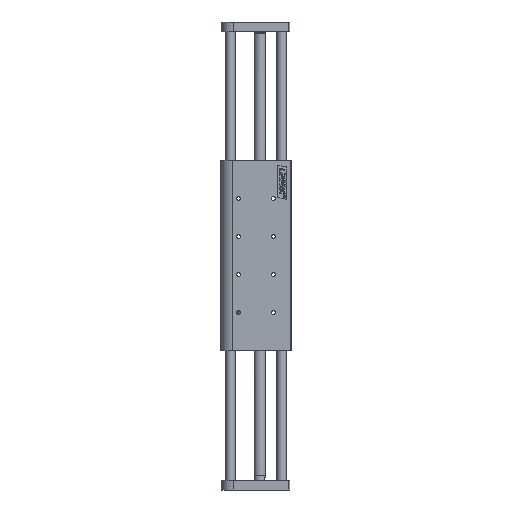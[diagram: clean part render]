
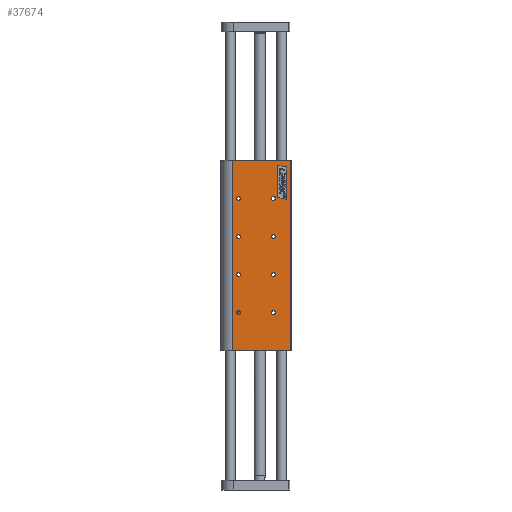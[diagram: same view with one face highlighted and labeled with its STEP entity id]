
A CAD part, left-side view. The second image highlights one B-rep face of the part: STEP entity #37674.
In plain terms, the highlighted planar face has unit normal (-1, 0, 0).
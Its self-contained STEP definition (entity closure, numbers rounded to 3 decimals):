
#193 = ORIENTED_EDGE ( 'NONE', *, *, #5622, .T. ) ;
#587 = VECTOR ( 'NONE', #67415, 1000. ) ;
#1053 = VERTEX_POINT ( 'NONE', #43701 ) ;
#2336 = AXIS2_PLACEMENT_3D ( 'NONE', #54875, #11185, #83601 ) ;
#2672 = EDGE_CURVE ( 'NONE', #89048, #85666, #22191, .T. ) ;
#3917 = CARTESIAN_POINT ( 'NONE',  ( -12.5, 28.5, 0. ) ) ;
#4386 = VERTEX_POINT ( 'NONE', #32950 ) ;
#5033 = DIRECTION ( 'NONE',  ( 1., 0., 0. ) ) ;
#5622 = EDGE_CURVE ( 'NONE', #57936, #62700, #45747, .T. ) ;
#6095 = DIRECTION ( 'NONE',  ( -1., 0., 0. ) ) ;
#8265 = AXIS2_PLACEMENT_3D ( 'NONE', #30317, #43462, #36857 ) ;
#8507 = CARTESIAN_POINT ( 'NONE',  ( -12.5, 22.25, 78. ) ) ;
#9655 = CARTESIAN_POINT ( 'NONE',  ( -12.5, -32.5, 200. ) ) ;
#9728 = CIRCLE ( 'NONE', #8265, 2. ) ;
#10459 = DIRECTION ( 'NONE',  ( 1., 0., 0. ) ) ;
#10490 = EDGE_LOOP ( 'NONE', ( #64029 ) ) ;
#10737 = AXIS2_PLACEMENT_3D ( 'NONE', #27219, #6095, #33319 ) ;
#11021 = CARTESIAN_POINT ( 'NONE',  ( -12.5, 28.5, 0. ) ) ;
#11158 = VERTEX_POINT ( 'NONE', #18199 ) ;
#11185 = DIRECTION ( 'NONE',  ( 1., 0., 0. ) ) ;
#12124 = CIRCLE ( 'NONE', #49699, 2.1 ) ;
#12653 = AXIS2_PLACEMENT_3D ( 'NONE', #70668, #83424, #63105 ) ;
#14113 = CARTESIAN_POINT ( 'NONE',  ( -12.5, 22.25, 120. ) ) ;
#14167 = EDGE_LOOP ( 'NONE', ( #86762 ) ) ;
#15673 = EDGE_CURVE ( 'NONE', #37118, #55122, #59094, .T. ) ;
#17441 = EDGE_CURVE ( 'NONE', #89048, #22332, #21688, .T. ) ;
#17507 = FACE_OUTER_BOUND ( 'NONE', #84812, .T. ) ;
#17652 = CARTESIAN_POINT ( 'NONE',  ( -12.5, 28.5, 200. ) ) ;
#18199 = CARTESIAN_POINT ( 'NONE',  ( -12.5, -14.25, 162.1 ) ) ;
#18920 = LINE ( 'NONE', #27328, #69337 ) ;
#19225 = LINE ( 'NONE', #48811, #73389 ) ;
#19995 = CIRCLE ( 'NONE', #32001, 2. ) ;
#20227 = CARTESIAN_POINT ( 'NONE',  ( -12.5, -18.931, 195.041 ) ) ;
#20751 = EDGE_CURVE ( 'NONE', #68929, #22332, #54480, .T. ) ;
#21161 = DIRECTION ( 'NONE',  ( -1., 0., 0. ) ) ;
#21254 = DIRECTION ( 'NONE',  ( 0., 0., 1. ) ) ;
#21688 = LINE ( 'NONE', #79072, #46259 ) ;
#22070 = CARTESIAN_POINT ( 'NONE',  ( -12.5, 22.25, 80. ) ) ;
#22191 = LINE ( 'NONE', #49012, #61894 ) ;
#22228 = LINE ( 'NONE', #79610, #78490 ) ;
#22238 = EDGE_LOOP ( 'NONE', ( #69001 ) ) ;
#22332 = VERTEX_POINT ( 'NONE', #11021 ) ;
#22633 = AXIS2_PLACEMENT_3D ( 'NONE', #3917, #10459, #75354 ) ;
#23970 = DIRECTION ( 'NONE',  ( 0., 0., -1. ) ) ;
#24550 = FACE_BOUND ( 'NONE', #41932, .T. ) ;
#24755 = EDGE_CURVE ( 'NONE', #62700, #37118, #22228, .T. ) ;
#25935 = FACE_BOUND ( 'NONE', #69062, .T. ) ;
#26795 = CIRCLE ( 'NONE', #85357, 2. ) ;
#27219 = CARTESIAN_POINT ( 'NONE',  ( -12.5, -14.25, 80. ) ) ;
#27328 = CARTESIAN_POINT ( 'NONE',  ( -12.5, 28.5, 200. ) ) ;
#29114 = DIRECTION ( 'NONE',  ( 0., 0., -1. ) ) ;
#29460 = EDGE_LOOP ( 'NONE', ( #63204 ) ) ;
#30317 = CARTESIAN_POINT ( 'NONE',  ( -12.5, -14.25, 120. ) ) ;
#30448 = VERTEX_POINT ( 'NONE', #31362 ) ;
#31362 = CARTESIAN_POINT ( 'NONE',  ( -12.5, 22.25, 42.1 ) ) ;
#31832 = VERTEX_POINT ( 'NONE', #60499 ) ;
#32001 = AXIS2_PLACEMENT_3D ( 'NONE', #55264, #5033, #85389 ) ;
#32839 = CARTESIAN_POINT ( 'NONE',  ( -12.5, -32.5, 0. ) ) ;
#32950 = CARTESIAN_POINT ( 'NONE',  ( -12.5, 22.25, 122.1 ) ) ;
#33012 = AXIS2_PLACEMENT_3D ( 'NONE', #14113, #21161, #71939 ) ;
#33319 = DIRECTION ( 'NONE',  ( 0., 0., 1. ) ) ;
#34662 = DIRECTION ( 'NONE',  ( 0., 0.978, 0.208 ) ) ;
#34838 = EDGE_CURVE ( 'NONE', #4386, #4386, #43489, .T. ) ;
#35047 = CARTESIAN_POINT ( 'NONE',  ( -12.5, 22.25, 158. ) ) ;
#36857 = DIRECTION ( 'NONE',  ( 0., 0., -1. ) ) ;
#37118 = VERTEX_POINT ( 'NONE', #74293 ) ;
#37674 = ADVANCED_FACE ( 'NONE', ( #74432, #60254, #89026, #24550, #53231, #81944, #25935, #54604, #17507, #46152 ), #74896, .F. ) ;
#37977 = ORIENTED_EDGE ( 'NONE', *, *, #56993, .T. ) ;
#40055 = ORIENTED_EDGE ( 'NONE', *, *, #24755, .T. ) ;
#41932 = EDGE_LOOP ( 'NONE', ( #66057 ) ) ;
#42482 = DIRECTION ( 'NONE',  ( -1., 0., 0. ) ) ;
#43462 = DIRECTION ( 'NONE',  ( 1., 0., 0. ) ) ;
#43489 = CIRCLE ( 'NONE', #33012, 2.1 ) ;
#43701 = CARTESIAN_POINT ( 'NONE',  ( -12.5, -14.25, 38. ) ) ;
#43714 = DIRECTION ( 'NONE',  ( 0., 1., 0. ) ) ;
#44031 = CARTESIAN_POINT ( 'NONE',  ( -12.5, -27.916, 0. ) ) ;
#44822 = CARTESIAN_POINT ( 'NONE',  ( -12.5, -18.931, 0. ) ) ;
#45398 = EDGE_LOOP ( 'NONE', ( #37977 ) ) ;
#45630 = EDGE_CURVE ( 'NONE', #30448, #30448, #12124, .T. ) ;
#45747 = LINE ( 'NONE', #44822, #587 ) ;
#46152 = FACE_BOUND ( 'NONE', #81467, .T. ) ;
#46259 = VECTOR ( 'NONE', #43714, 1000. ) ;
#48745 = ORIENTED_EDGE ( 'NONE', *, *, #86175, .T. ) ;
#48811 = CARTESIAN_POINT ( 'NONE',  ( -12.5, -33.6, 157.894 ) ) ;
#48821 = EDGE_CURVE ( 'NONE', #11158, #11158, #69724, .T. ) ;
#48837 = CARTESIAN_POINT ( 'NONE',  ( -12.5, -14.25, 82.1 ) ) ;
#49012 = CARTESIAN_POINT ( 'NONE',  ( -12.5, -32.5, 0. ) ) ;
#49048 = DIRECTION ( 'NONE',  ( 0., -0.978, -0.208 ) ) ;
#49479 = EDGE_CURVE ( 'NONE', #31832, #31832, #9728, .T. ) ;
#49699 = AXIS2_PLACEMENT_3D ( 'NONE', #58454, #42482, #65545 ) ;
#51272 = CIRCLE ( 'NONE', #10737, 2.1 ) ;
#53231 = FACE_BOUND ( 'NONE', #14167, .T. ) ;
#54480 = LINE ( 'NONE', #83214, #76693 ) ;
#54604 = FACE_BOUND ( 'NONE', #79419, .T. ) ;
#54875 = CARTESIAN_POINT ( 'NONE',  ( -12.5, -14.25, 40. ) ) ;
#54907 = EDGE_CURVE ( 'NONE', #55122, #57936, #19225, .T. ) ;
#55122 = VERTEX_POINT ( 'NONE', #72308 ) ;
#55264 = CARTESIAN_POINT ( 'NONE',  ( -12.5, 22.25, 160. ) ) ;
#56993 = EDGE_CURVE ( 'NONE', #83994, #83994, #19995, .T. ) ;
#57936 = VERTEX_POINT ( 'NONE', #80621 ) ;
#58215 = DIRECTION ( 'NONE',  ( 1., 0., 0. ) ) ;
#58454 = CARTESIAN_POINT ( 'NONE',  ( -12.5, 22.25, 40. ) ) ;
#59094 = LINE ( 'NONE', #44031, #66451 ) ;
#60254 = FACE_BOUND ( 'NONE', #29460, .T. ) ;
#60303 = ORIENTED_EDGE ( 'NONE', *, *, #45630, .F. ) ;
#60499 = CARTESIAN_POINT ( 'NONE',  ( -12.5, -14.25, 118. ) ) ;
#61107 = ORIENTED_EDGE ( 'NONE', *, *, #2672, .T. ) ;
#61894 = VECTOR ( 'NONE', #21254, 1000. ) ;
#62700 = VERTEX_POINT ( 'NONE', #20227 ) ;
#63105 = DIRECTION ( 'NONE',  ( 0., 0., 1. ) ) ;
#63204 = ORIENTED_EDGE ( 'NONE', *, *, #76764, .T. ) ;
#64029 = ORIENTED_EDGE ( 'NONE', *, *, #49479, .T. ) ;
#65545 = DIRECTION ( 'NONE',  ( 0., 0., 1. ) ) ;
#66057 = ORIENTED_EDGE ( 'NONE', *, *, #70612, .T. ) ;
#66451 = VECTOR ( 'NONE', #86445, 1000. ) ;
#66780 = VERTEX_POINT ( 'NONE', #8507 ) ;
#66824 = CIRCLE ( 'NONE', #2336, 2. ) ;
#67415 = DIRECTION ( 'NONE',  ( 0., 0., 1. ) ) ;
#68929 = VERTEX_POINT ( 'NONE', #17652 ) ;
#69001 = ORIENTED_EDGE ( 'NONE', *, *, #34838, .F. ) ;
#69062 = EDGE_LOOP ( 'NONE', ( #60303 ) ) ;
#69337 = VECTOR ( 'NONE', #83351, 1000. ) ;
#69724 = CIRCLE ( 'NONE', #12653, 2.1 ) ;
#70612 = EDGE_CURVE ( 'NONE', #1053, #1053, #66824, .T. ) ;
#70668 = CARTESIAN_POINT ( 'NONE',  ( -12.5, -14.25, 160. ) ) ;
#71939 = DIRECTION ( 'NONE',  ( 0., 0., 1. ) ) ;
#72308 = CARTESIAN_POINT ( 'NONE',  ( -12.5, -27.916, 159.104 ) ) ;
#73389 = VECTOR ( 'NONE', #34662, 1000. ) ;
#74098 = ORIENTED_EDGE ( 'NONE', *, *, #15673, .T. ) ;
#74293 = CARTESIAN_POINT ( 'NONE',  ( -12.5, -27.916, 193.128 ) ) ;
#74432 = FACE_BOUND ( 'NONE', #45398, .T. ) ;
#74896 = PLANE ( 'NONE',  #22633 ) ;
#75354 = DIRECTION ( 'NONE',  ( 0., 1., 0. ) ) ;
#76693 = VECTOR ( 'NONE', #23970, 1000. ) ;
#76764 = EDGE_CURVE ( 'NONE', #66780, #66780, #26795, .T. ) ;
#78490 = VECTOR ( 'NONE', #49048, 1000. ) ;
#79072 = CARTESIAN_POINT ( 'NONE',  ( -12.5, 28.5, 0. ) ) ;
#79419 = EDGE_LOOP ( 'NONE', ( #79752 ) ) ;
#79610 = CARTESIAN_POINT ( 'NONE',  ( -12.5, -40.548, 190.438 ) ) ;
#79752 = ORIENTED_EDGE ( 'NONE', *, *, #48821, .F. ) ;
#80239 = ORIENTED_EDGE ( 'NONE', *, *, #20751, .T. ) ;
#80621 = CARTESIAN_POINT ( 'NONE',  ( -12.5, -18.931, 161.015 ) ) ;
#81467 = EDGE_LOOP ( 'NONE', ( #74098, #82267, #193, #40055 ) ) ;
#81944 = FACE_BOUND ( 'NONE', #22238, .T. ) ;
#82267 = ORIENTED_EDGE ( 'NONE', *, *, #54907, .T. ) ;
#83214 = CARTESIAN_POINT ( 'NONE',  ( -12.5, 28.5, 200. ) ) ;
#83351 = DIRECTION ( 'NONE',  ( 0., 1., 0. ) ) ;
#83424 = DIRECTION ( 'NONE',  ( -1., 0., 0. ) ) ;
#83601 = DIRECTION ( 'NONE',  ( 0., 0., -1. ) ) ;
#83994 = VERTEX_POINT ( 'NONE', #35047 ) ;
#84812 = EDGE_LOOP ( 'NONE', ( #92391, #61107, #48745, #80239 ) ) ;
#85357 = AXIS2_PLACEMENT_3D ( 'NONE', #22070, #58215, #29114 ) ;
#85389 = DIRECTION ( 'NONE',  ( 0., 0., -1. ) ) ;
#85666 = VERTEX_POINT ( 'NONE', #9655 ) ;
#86175 = EDGE_CURVE ( 'NONE', #85666, #68929, #18920, .T. ) ;
#86445 = DIRECTION ( 'NONE',  ( 0., 0., -1. ) ) ;
#86472 = VERTEX_POINT ( 'NONE', #48837 ) ;
#86762 = ORIENTED_EDGE ( 'NONE', *, *, #87746, .F. ) ;
#87746 = EDGE_CURVE ( 'NONE', #86472, #86472, #51272, .T. ) ;
#89026 = FACE_BOUND ( 'NONE', #10490, .T. ) ;
#89048 = VERTEX_POINT ( 'NONE', #32839 ) ;
#92391 = ORIENTED_EDGE ( 'NONE', *, *, #17441, .F. ) ;
